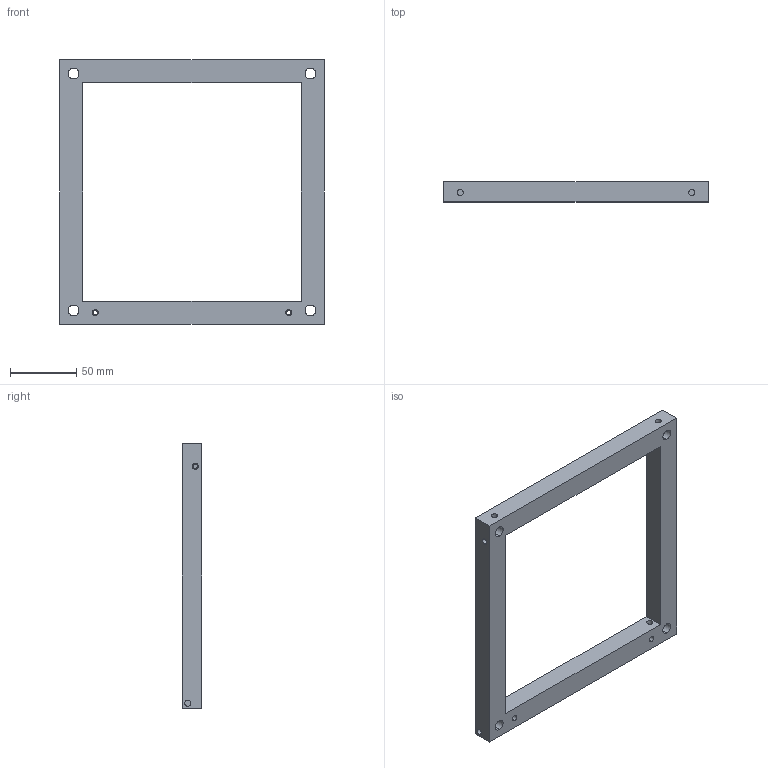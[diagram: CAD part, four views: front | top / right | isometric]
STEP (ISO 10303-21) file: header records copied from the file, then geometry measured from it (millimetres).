
FILE_DESCRIPTION (( 'STEP AP214' ), '1' );
FILE_NAME ('V1Rook_Top Frame ROD MOD.STEP', '2022-11-16T02:52:26', ( '' ), ( '' ), 'SwSTEP 2.0', 'SolidWorks 2020', '' );
FILE_SCHEMA (( 'AUTOMOTIVE_DESIGN' ));
Length unit declared in the file: millimetre
Products named in the file (1): V1Rook_Top Frame ROD MOD
Bounding box: 200 x 15 x 200 mm (x, y, z)
Volume: 186667.5 mm3; surface area: 50214 mm2
Topology: 1 solids, 1 shells, 74 faces, 168 edges, 112 vertices
Faces by surface type: cylinder 44, plane 26, bspline 4
Entity records: 2372 total; most frequent: CARTESIAN_POINT 455, DIRECTION 390, ORIENTED_EDGE 336, EDGE_CURVE 168, AXIS2_PLACEMENT_3D 159, VERTEX_POINT 112, EDGE_LOOP 108, CIRCLE 88
